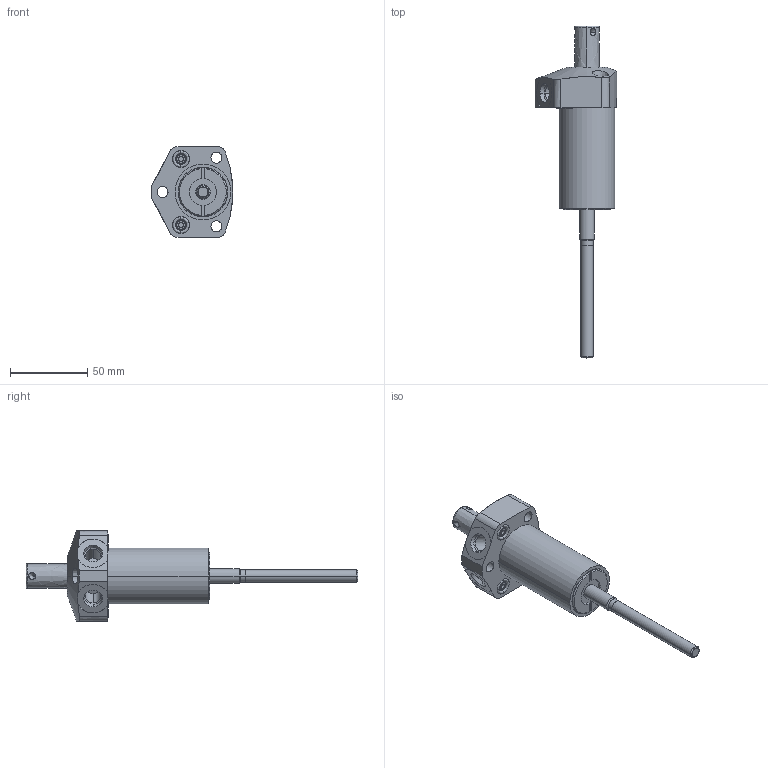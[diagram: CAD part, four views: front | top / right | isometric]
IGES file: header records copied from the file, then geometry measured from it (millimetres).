
Start section:  PTC IGES file: ilc14620901lpr.igs
Global section: file name: ilc14620901lpr.igs; native system: Pro/ENGINEER by Parametric Technology Corporation; preprocessor: 2007460; author: gar; organization: Unknown; date: 20120529.142115; units: inch
Bounding box: 52.83 x 215.34 x 58.6 mm (x, y, z)
Surface area: 27478.5 mm2 (no closed solid volume)
Topology: 0 solids, 0 shells, 154 faces, 690 edges, 682 vertices
Faces by surface type: revolution 111, bspline 43
